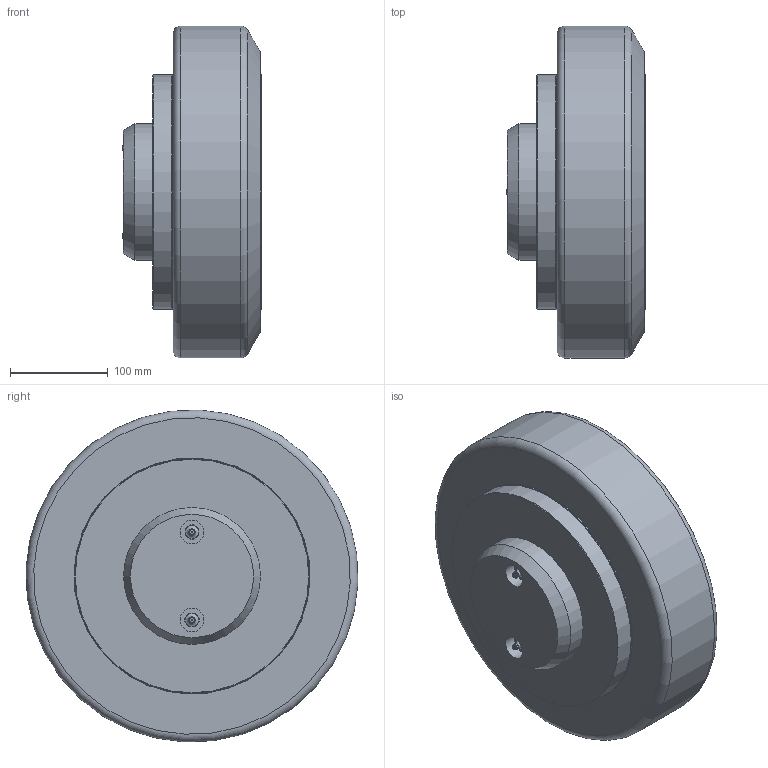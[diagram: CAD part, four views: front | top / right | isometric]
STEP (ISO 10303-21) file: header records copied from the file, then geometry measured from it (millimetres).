
FILE_DESCRIPTION(/* description */ ('-'),/* implementation_level */ '2;1');
FILE_NAME(/* name */ 'ALFATEC_MR340-0410.stp',/* time_stamp */ '2021-02-11T09:25:33+01:00',/* author */ ('kstaebler'),/* organization */ (''),/* preprocessor_version */ 'ST-DEVELOPER v18.1',/* originating_system */ 'Autodesk Inventor 2020',/* authorisation */ '');
FILE_SCHEMA (('AUTOMOTIVE_DESIGN { 1 0 10303 214 3 1 1 }'));
Length unit declared in the file: millimetre
Products named in the file (1): MR 340.0410_Kontur
Bounding box: 141.3 x 339.68 x 339.68 mm (x, y, z)
Volume: 9257483 mm3; surface area: 345562.5 mm2
Topology: 1 solids, 1 shells, 193 faces, 523 edges, 362 vertices
Faces by surface type: plane 92, cone 56, cylinder 37, torus 4, sphere 4
Full cylindrical faces by diameter (mm): 1.5 x2, 7 x8, 21 x8, 24 x2, 25 x8, 140 x1, 224.2 x2, 240 x1, 241 x2, 241.5 x2, 340 x1
Entity records: 6331 total; most frequent: CARTESIAN_POINT 1275, DIRECTION 1025, ORIENTED_EDGE 1022, EDGE_CURVE 511, AXIS2_PLACEMENT_3D 424, VERTEX_POINT 362, EDGE_LOOP 235, CIRCLE 230
